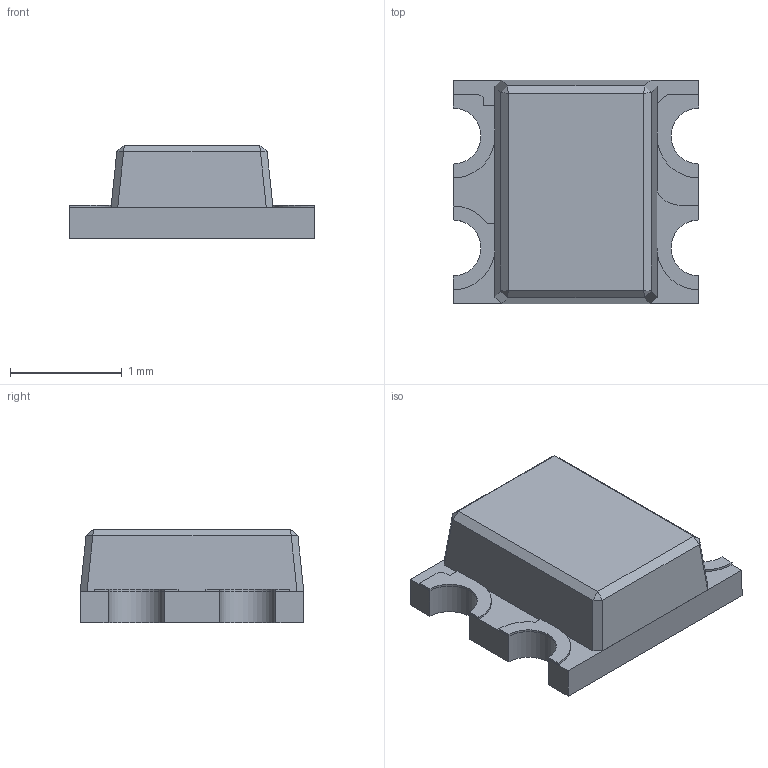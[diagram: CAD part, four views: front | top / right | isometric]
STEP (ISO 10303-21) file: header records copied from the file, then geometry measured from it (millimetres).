
FILE_DESCRIPTION(/* description */ (''),/* implementation_level */ '2;1');
FILE_NAME(/* name */ 'WS2812B-2020.step',/* time_stamp */ '2021-09-25T13:23:09+02:00',/* author */ (''),/* organization */ (''),/* preprocessor_version */ 'ST-DEVELOPER v18.1',/* originating_system */ 'Autodesk Translation Framework v10.10.0.1391',/* authorisation */ '');
FILE_SCHEMA (('AUTOMOTIVE_DESIGN { 1 0 10303 214 3 1 1 }'));
Length unit declared in the file: millimetre
Products named in the file (1): WS2812B-2020
Bounding box: 2.2 x 2 x 0.84 mm (x, y, z)
Volume: 2.7 mm3; surface area: 22.3 mm2
Topology: 10 solids, 10 shells, 93 faces, 207 edges, 134 vertices
Faces by surface type: plane 79, cylinder 13, bspline 1
Entity records: 2644 total; most frequent: CARTESIAN_POINT 492, DIRECTION 417, ORIENTED_EDGE 414, EDGE_CURVE 207, LINE 179, VECTOR 179, VERTEX_POINT 134, AXIS2_PLACEMENT_3D 119
